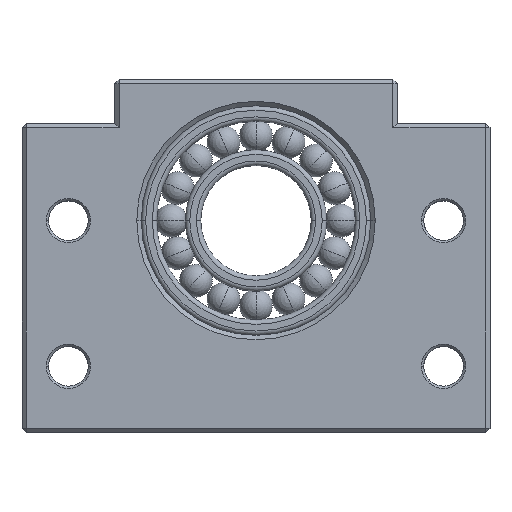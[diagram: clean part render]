
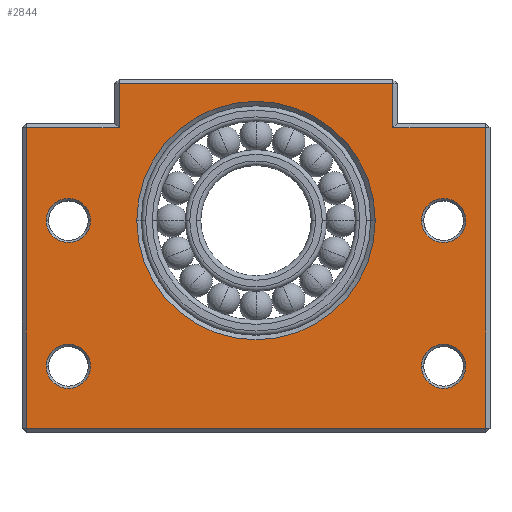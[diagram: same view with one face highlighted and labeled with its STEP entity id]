
A CAD part, top view. The second image highlights one B-rep face of the part: STEP entity #2844.
In plain terms, the highlighted planar face has unit normal (0, 0, 1).
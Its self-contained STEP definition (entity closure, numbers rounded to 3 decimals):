
#613=PLANE('',#5366);
#791=VECTOR('',#3240,1.);
#792=VECTOR('',#3241,1.);
#793=VECTOR('',#3242,1.);
#794=VECTOR('',#3243,1.);
#795=VECTOR('',#3244,1.);
#796=VECTOR('',#3245,1.);
#797=VECTOR('',#3246,1.);
#798=VECTOR('',#3247,1.);
#947=LINE('',#4697,#791);
#948=LINE('',#4700,#792);
#949=LINE('',#4702,#793);
#950=LINE('',#4704,#794);
#951=LINE('',#4706,#795);
#952=LINE('',#4708,#796);
#953=LINE('',#4710,#797);
#954=LINE('',#4712,#798);
#1047=VERTEX_POINT('',#3891);
#1048=VERTEX_POINT('',#3893);
#1051=VERTEX_POINT('',#3900);
#1052=VERTEX_POINT('',#3902);
#1055=VERTEX_POINT('',#3909);
#1056=VERTEX_POINT('',#3911);
#1059=VERTEX_POINT('',#3918);
#1060=VERTEX_POINT('',#3920);
#1091=VERTEX_POINT('',#3990);
#1092=VERTEX_POINT('',#3992);
#1137=VERTEX_POINT('',#4698);
#1138=VERTEX_POINT('',#4699);
#1139=VERTEX_POINT('',#4701);
#1140=VERTEX_POINT('',#4703);
#1141=VERTEX_POINT('',#4705);
#1142=VERTEX_POINT('',#4707);
#1143=VERTEX_POINT('',#4709);
#1144=VERTEX_POINT('',#4711);
#1256=CIRCLE('',#5305,5.);
#1258=CIRCLE('',#5308,5.);
#1260=CIRCLE('',#5311,5.);
#1262=CIRCLE('',#5314,5.);
#1278=CIRCLE('',#5338,27.);
#1289=CIRCLE('',#5367,5.);
#1290=CIRCLE('',#5368,5.);
#1291=CIRCLE('',#5369,5.);
#1292=CIRCLE('',#5370,5.);
#1293=CIRCLE('',#5371,27.);
#1413=EDGE_CURVE('',#1048,#1047,#1256,.T.);
#1417=EDGE_CURVE('',#1052,#1051,#1258,.T.);
#1421=EDGE_CURVE('',#1056,#1055,#1260,.T.);
#1425=EDGE_CURVE('',#1060,#1059,#1262,.T.);
#1457=EDGE_CURVE('',#1092,#1091,#1278,.T.);
#1531=EDGE_CURVE('',#1059,#1060,#1289,.T.);
#1532=EDGE_CURVE('',#1055,#1056,#1290,.T.);
#1533=EDGE_CURVE('',#1051,#1052,#1291,.T.);
#1534=EDGE_CURVE('',#1047,#1048,#1292,.T.);
#1535=EDGE_CURVE('',#1091,#1092,#1293,.T.);
#1536=EDGE_CURVE('',#1137,#1138,#947,.T.);
#1537=EDGE_CURVE('',#1138,#1139,#948,.T.);
#1538=EDGE_CURVE('',#1139,#1140,#949,.T.);
#1539=EDGE_CURVE('',#1140,#1141,#950,.T.);
#1540=EDGE_CURVE('',#1141,#1142,#951,.T.);
#1541=EDGE_CURVE('',#1142,#1143,#952,.T.);
#1542=EDGE_CURVE('',#1143,#1144,#953,.T.);
#1543=EDGE_CURVE('',#1144,#1137,#954,.T.);
#1907=ORIENTED_EDGE('',*,*,#1425,.T.);
#1908=ORIENTED_EDGE('',*,*,#1531,.T.);
#1909=ORIENTED_EDGE('',*,*,#1421,.T.);
#1910=ORIENTED_EDGE('',*,*,#1532,.T.);
#1911=ORIENTED_EDGE('',*,*,#1417,.T.);
#1912=ORIENTED_EDGE('',*,*,#1533,.T.);
#1913=ORIENTED_EDGE('',*,*,#1413,.T.);
#1914=ORIENTED_EDGE('',*,*,#1534,.T.);
#1915=ORIENTED_EDGE('',*,*,#1457,.T.);
#1916=ORIENTED_EDGE('',*,*,#1535,.T.);
#1917=ORIENTED_EDGE('',*,*,#1536,.T.);
#1918=ORIENTED_EDGE('',*,*,#1537,.T.);
#1919=ORIENTED_EDGE('',*,*,#1538,.T.);
#1920=ORIENTED_EDGE('',*,*,#1539,.T.);
#1921=ORIENTED_EDGE('',*,*,#1540,.T.);
#1922=ORIENTED_EDGE('',*,*,#1541,.T.);
#1923=ORIENTED_EDGE('',*,*,#1542,.T.);
#1924=ORIENTED_EDGE('',*,*,#1543,.T.);
#2472=EDGE_LOOP('',(#1907,#1908));
#2473=EDGE_LOOP('',(#1909,#1910));
#2474=EDGE_LOOP('',(#1911,#1912));
#2475=EDGE_LOOP('',(#1913,#1914));
#2476=EDGE_LOOP('',(#1915,#1916));
#2477=EDGE_LOOP('',(#1917,#1918,#1919,#1920,#1921,#1922,#1923,#1924));
#2658=FACE_BOUND('',#2472,.T.);
#2659=FACE_BOUND('',#2473,.T.);
#2660=FACE_BOUND('',#2474,.T.);
#2661=FACE_BOUND('',#2475,.T.);
#2662=FACE_BOUND('',#2476,.T.);
#2663=FACE_BOUND('',#2477,.T.);
#2844=ADVANCED_FACE('',(#2658,#2659,#2660,#2661,#2662,#2663),#613,.T.);
#3050=DIRECTION('',(0.,0.,-1.));
#3051=DIRECTION('',(5.,0.,0.));
#3058=DIRECTION('',(0.,0.,-1.));
#3059=DIRECTION('',(5.,0.,0.));
#3066=DIRECTION('',(0.,0.,-1.));
#3067=DIRECTION('',(5.,0.,0.));
#3074=DIRECTION('',(0.,0.,-1.));
#3075=DIRECTION('',(5.,0.,0.));
#3138=DIRECTION('',(0.,0.,-1.));
#3139=DIRECTION('',(27.,0.,0.));
#3229=DIRECTION('',(0.,0.,1.));
#3230=DIRECTION('',(0.,0.,-1.));
#3231=DIRECTION('',(5.,0.,0.));
#3232=DIRECTION('',(0.,0.,-1.));
#3233=DIRECTION('',(5.,0.,0.));
#3234=DIRECTION('',(0.,0.,-1.));
#3235=DIRECTION('',(5.,0.,0.));
#3236=DIRECTION('',(0.,0.,-1.));
#3237=DIRECTION('',(5.,0.,0.));
#3238=DIRECTION('',(0.,0.,-1.));
#3239=DIRECTION('',(27.,0.,0.));
#3240=DIRECTION('',(-1.,0.,0.));
#3241=DIRECTION('',(0.,-1.,0.));
#3242=DIRECTION('',(-1.,0.,0.));
#3243=DIRECTION('',(0.,-1.,0.));
#3244=DIRECTION('',(1.,0.,0.));
#3245=DIRECTION('',(0.,1.,0.));
#3246=DIRECTION('',(-1.,0.,0.));
#3247=DIRECTION('',(0.,1.,0.));
#3891=CARTESIAN_POINT('',(-47.5,48.,15.));
#3892=CARTESIAN_POINT('',(-42.5,48.,15.));
#3893=CARTESIAN_POINT('',(-37.5,48.,15.));
#3900=CARTESIAN_POINT('',(-47.5,15.,15.));
#3901=CARTESIAN_POINT('',(-42.5,15.,15.));
#3902=CARTESIAN_POINT('',(-37.5,15.,15.));
#3909=CARTESIAN_POINT('',(37.5,48.,15.));
#3910=CARTESIAN_POINT('',(42.5,48.,15.));
#3911=CARTESIAN_POINT('',(47.5,48.,15.));
#3918=CARTESIAN_POINT('',(37.5,15.,15.));
#3919=CARTESIAN_POINT('',(42.5,15.,15.));
#3920=CARTESIAN_POINT('',(47.5,15.,15.));
#3990=CARTESIAN_POINT('',(-27.,48.,15.));
#3991=CARTESIAN_POINT('',(0.,48.,15.));
#3992=CARTESIAN_POINT('',(27.,48.,15.));
#4691=CARTESIAN_POINT('',(-53.,0.,15.));
#4692=CARTESIAN_POINT('',(42.5,15.,15.));
#4693=CARTESIAN_POINT('',(42.5,48.,15.));
#4694=CARTESIAN_POINT('',(-42.5,15.,15.));
#4695=CARTESIAN_POINT('',(-42.5,48.,15.));
#4696=CARTESIAN_POINT('',(0.,48.,15.));
#4697=CARTESIAN_POINT('',(-32.,79.,15.));
#4698=CARTESIAN_POINT('',(31.,79.,15.));
#4699=CARTESIAN_POINT('',(-31.,79.,15.));
#4700=CARTESIAN_POINT('',(-31.,70.,15.));
#4701=CARTESIAN_POINT('',(-31.,69.,15.));
#4702=CARTESIAN_POINT('',(-53.,69.,15.));
#4703=CARTESIAN_POINT('',(-52.,69.,15.));
#4704=CARTESIAN_POINT('',(-52.,0.,15.));
#4705=CARTESIAN_POINT('',(-52.,1.,15.));
#4706=CARTESIAN_POINT('',(53.,1.,15.));
#4707=CARTESIAN_POINT('',(52.,1.,15.));
#4708=CARTESIAN_POINT('',(52.,70.,15.));
#4709=CARTESIAN_POINT('',(52.,69.,15.));
#4710=CARTESIAN_POINT('',(32.,69.,15.));
#4711=CARTESIAN_POINT('',(31.,69.,15.));
#4712=CARTESIAN_POINT('',(31.,80.,15.));
#5305=AXIS2_PLACEMENT_3D('',#3892,#3050,#3051);
#5308=AXIS2_PLACEMENT_3D('',#3901,#3058,#3059);
#5311=AXIS2_PLACEMENT_3D('',#3910,#3066,#3067);
#5314=AXIS2_PLACEMENT_3D('',#3919,#3074,#3075);
#5338=AXIS2_PLACEMENT_3D('',#3991,#3138,#3139);
#5366=AXIS2_PLACEMENT_3D('',#4691,#3229,$);
#5367=AXIS2_PLACEMENT_3D('',#4692,#3230,#3231);
#5368=AXIS2_PLACEMENT_3D('',#4693,#3232,#3233);
#5369=AXIS2_PLACEMENT_3D('',#4694,#3234,#3235);
#5370=AXIS2_PLACEMENT_3D('',#4695,#3236,#3237);
#5371=AXIS2_PLACEMENT_3D('',#4696,#3238,#3239);
